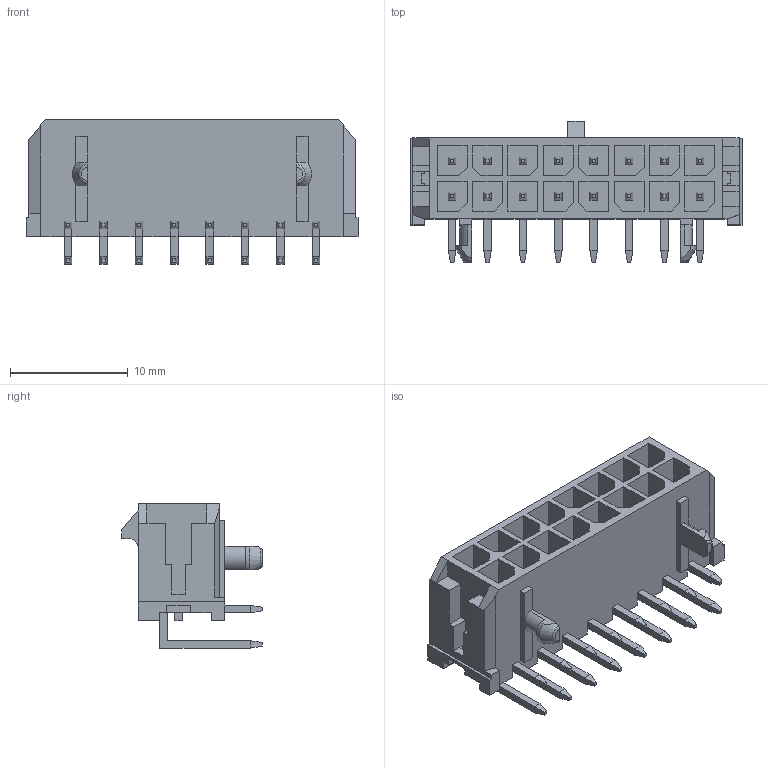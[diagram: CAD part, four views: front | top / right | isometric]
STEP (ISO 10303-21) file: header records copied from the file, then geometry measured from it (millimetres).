
FILE_DESCRIPTION((''),'2;1');
FILE_NAME('430451600','2016-02-03T',('me'),(''),'PRO/ENGINEER BY PARAMETRIC TECHNOLOGY CORPORATION, 2011490','PRO/ENGINEER BY PARAMETRIC TECHNOLOGY CORPORATION, 2011490','');
FILE_SCHEMA(('CONFIG_CONTROL_DESIGN'));
Length unit declared in the file: millimetre
Products named in the file (1): 430451600
Bounding box: 28.15 x 11.95 x 12.24 mm (x, y, z)
Volume: 1151.4 mm3; surface area: 2745.6 mm2
Topology: 1 solids, 1 shells, 707 faces, 1795 edges, 1129 vertices
Faces by surface type: plane 698, cylinder 5, cone 2, torus 2
Entity records: 20610 total; most frequent: CARTESIAN_POINT 3674, ORIENTED_EDGE 3512, DIRECTION 3251, EDGE_CURVE 1756, VECTOR 1731, LINE 1731, VERTEX_POINT 1087, AXIS2_PLACEMENT_3D 760
